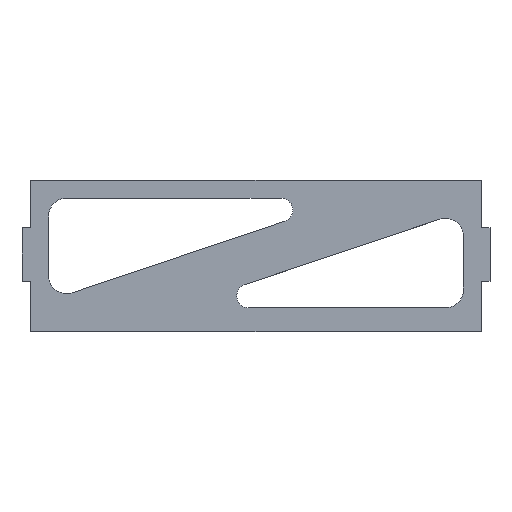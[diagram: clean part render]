
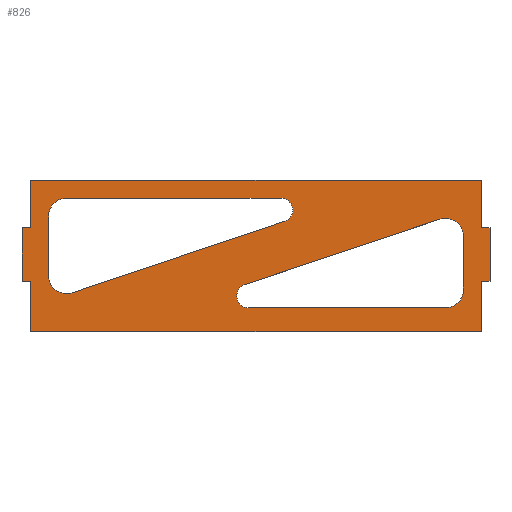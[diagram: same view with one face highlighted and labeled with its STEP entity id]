
A CAD part, top view. The second image highlights one B-rep face of the part: STEP entity #826.
In plain terms, the highlighted planar face has unit normal (0, 0, 1).
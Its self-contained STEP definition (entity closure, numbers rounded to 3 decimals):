
#36=CARTESIAN_POINT('Line Origine',(38.,0.,3.)) ;
#40=CARTESIAN_POINT('Vertex',(0.,0.,3.)) ;
#42=CARTESIAN_POINT('Vertex',(76.,0.,3.)) ;
#76=CARTESIAN_POINT('Line Origine',(76.,-4.,3.)) ;
#80=CARTESIAN_POINT('Vertex',(76.,-8.,3.)) ;
#107=CARTESIAN_POINT('Line Origine',(76.75,-8.,3.)) ;
#111=CARTESIAN_POINT('Vertex',(77.5,-8.,3.)) ;
#138=CARTESIAN_POINT('Line Origine',(77.5,-12.5,3.)) ;
#142=CARTESIAN_POINT('Vertex',(77.5,-17.,3.)) ;
#169=CARTESIAN_POINT('Line Origine',(76.75,-17.,3.)) ;
#173=CARTESIAN_POINT('Vertex',(76.,-17.,3.)) ;
#195=CARTESIAN_POINT('Line Origine',(76.,-21.25,3.)) ;
#199=CARTESIAN_POINT('Vertex',(76.,-25.5,3.)) ;
#226=CARTESIAN_POINT('Line Origine',(38.,-25.5,3.)) ;
#230=CARTESIAN_POINT('Vertex',(0.,-25.5,3.)) ;
#257=CARTESIAN_POINT('Line Origine',(0.,-21.25,3.)) ;
#261=CARTESIAN_POINT('Vertex',(0.,-17.,3.)) ;
#283=CARTESIAN_POINT('Line Origine',(-0.75,-17.,3.)) ;
#287=CARTESIAN_POINT('Vertex',(-1.5,-17.,3.)) ;
#314=CARTESIAN_POINT('Line Origine',(-1.5,-12.5,3.)) ;
#318=CARTESIAN_POINT('Vertex',(-1.5,-8.,3.)) ;
#340=CARTESIAN_POINT('Line Origine',(-0.75,-8.,3.)) ;
#344=CARTESIAN_POINT('Vertex',(0.,-8.,3.)) ;
#366=CARTESIAN_POINT('Line Origine',(0.,-4.,3.)) ;
#394=CARTESIAN_POINT('Vertex',(6.954,-18.947,3.)) ;
#408=CARTESIAN_POINT('Vertex',(3.,-16.103,3.)) ;
#411=CARTESIAN_POINT('Axis2P3D Location',(6.,-16.103,3.)) ;
#434=CARTESIAN_POINT('Vertex',(42.872,-6.896,3.)) ;
#442=CARTESIAN_POINT('Line Origine',(24.913,-12.922,3.)) ;
#465=CARTESIAN_POINT('Vertex',(42.236,-3.,3.)) ;
#473=CARTESIAN_POINT('Axis2P3D Location',(42.236,-5.,3.)) ;
#496=CARTESIAN_POINT('Vertex',(6.,-3.,3.)) ;
#504=CARTESIAN_POINT('Line Origine',(24.118,-3.,3.)) ;
#527=CARTESIAN_POINT('Vertex',(3.,-6.,3.)) ;
#535=CARTESIAN_POINT('Axis2P3D Location',(6.,-6.,3.)) ;
#557=CARTESIAN_POINT('Line Origine',(3.,-11.052,3.)) ;
#580=CARTESIAN_POINT('Vertex',(70.,-21.5,3.)) ;
#594=CARTESIAN_POINT('Vertex',(36.744,-21.5,3.)) ;
#597=CARTESIAN_POINT('Line Origine',(53.372,-21.5,3.)) ;
#620=CARTESIAN_POINT('Vertex',(73.,-18.5,3.)) ;
#628=CARTESIAN_POINT('Axis2P3D Location',(70.,-18.5,3.)) ;
#651=CARTESIAN_POINT('Vertex',(73.,-9.397,3.)) ;
#659=CARTESIAN_POINT('Line Origine',(73.,-13.948,3.)) ;
#682=CARTESIAN_POINT('Vertex',(69.046,-6.553,3.)) ;
#690=CARTESIAN_POINT('Axis2P3D Location',(70.,-9.397,3.)) ;
#713=CARTESIAN_POINT('Vertex',(36.108,-17.604,3.)) ;
#721=CARTESIAN_POINT('Line Origine',(52.577,-12.078,3.)) ;
#743=CARTESIAN_POINT('Axis2P3D Location',(36.744,-19.5,3.)) ;
#791=CARTESIAN_POINT('Axis2P3D Location',(0.,0.,3.)) ;
#38=VECTOR('Line Direction',#37,1.) ;
#78=VECTOR('Line Direction',#77,1.) ;
#109=VECTOR('Line Direction',#108,1.) ;
#140=VECTOR('Line Direction',#139,1.) ;
#171=VECTOR('Line Direction',#170,1.) ;
#197=VECTOR('Line Direction',#196,1.) ;
#228=VECTOR('Line Direction',#227,1.) ;
#259=VECTOR('Line Direction',#258,1.) ;
#285=VECTOR('Line Direction',#284,1.) ;
#316=VECTOR('Line Direction',#315,1.) ;
#342=VECTOR('Line Direction',#341,1.) ;
#368=VECTOR('Line Direction',#367,1.) ;
#444=VECTOR('Line Direction',#443,1.) ;
#506=VECTOR('Line Direction',#505,1.) ;
#559=VECTOR('Line Direction',#558,1.) ;
#599=VECTOR('Line Direction',#598,1.) ;
#661=VECTOR('Line Direction',#660,1.) ;
#723=VECTOR('Line Direction',#722,1.) ;
#37=DIRECTION('Vector Direction',(-1.,0.,0.)) ;
#77=DIRECTION('Vector Direction',(0.,1.,0.)) ;
#108=DIRECTION('Vector Direction',(-1.,0.,0.)) ;
#139=DIRECTION('Vector Direction',(0.,1.,0.)) ;
#170=DIRECTION('Vector Direction',(1.,0.,0.)) ;
#196=DIRECTION('Vector Direction',(0.,1.,0.)) ;
#227=DIRECTION('Vector Direction',(1.,0.,0.)) ;
#258=DIRECTION('Vector Direction',(0.,-1.,0.)) ;
#284=DIRECTION('Vector Direction',(1.,0.,0.)) ;
#315=DIRECTION('Vector Direction',(0.,-1.,0.)) ;
#341=DIRECTION('Vector Direction',(-1.,0.,0.)) ;
#367=DIRECTION('Vector Direction',(0.,-1.,0.)) ;
#412=DIRECTION('Axis2P3D Direction',(0.,0.,-1.)) ;
#443=DIRECTION('Vector Direction',(-0.948,-0.318,0.)) ;
#474=DIRECTION('Axis2P3D Direction',(0.,0.,-1.)) ;
#505=DIRECTION('Vector Direction',(1.,0.,0.)) ;
#536=DIRECTION('Axis2P3D Direction',(0.,0.,-1.)) ;
#558=DIRECTION('Vector Direction',(0.,1.,0.)) ;
#598=DIRECTION('Vector Direction',(1.,0.,0.)) ;
#629=DIRECTION('Axis2P3D Direction',(0.,0.,-1.)) ;
#660=DIRECTION('Vector Direction',(0.,1.,0.)) ;
#691=DIRECTION('Axis2P3D Direction',(0.,0.,-1.)) ;
#722=DIRECTION('Vector Direction',(-0.948,-0.318,0.)) ;
#744=DIRECTION('Axis2P3D Direction',(0.,0.,-1.)) ;
#792=DIRECTION('Axis2P3D Direction',(0.,0.,-1.)) ;
#793=DIRECTION('Axis2P3D XDirection',(1.,0.,0.)) ;
#413=AXIS2_PLACEMENT_3D('Circle Axis2P3D',#411,#412,$) ;
#475=AXIS2_PLACEMENT_3D('Circle Axis2P3D',#473,#474,$) ;
#537=AXIS2_PLACEMENT_3D('Circle Axis2P3D',#535,#536,$) ;
#630=AXIS2_PLACEMENT_3D('Circle Axis2P3D',#628,#629,$) ;
#692=AXIS2_PLACEMENT_3D('Circle Axis2P3D',#690,#691,$) ;
#745=AXIS2_PLACEMENT_3D('Circle Axis2P3D',#743,#744,$) ;
#794=AXIS2_PLACEMENT_3D('Plane Axis2P3D',#791,#792,#793) ;
#39=LINE('Line',#36,#38) ;
#79=LINE('Line',#76,#78) ;
#110=LINE('Line',#107,#109) ;
#141=LINE('Line',#138,#140) ;
#172=LINE('Line',#169,#171) ;
#198=LINE('Line',#195,#197) ;
#229=LINE('Line',#226,#228) ;
#260=LINE('Line',#257,#259) ;
#286=LINE('Line',#283,#285) ;
#317=LINE('Line',#314,#316) ;
#343=LINE('Line',#340,#342) ;
#369=LINE('Line',#366,#368) ;
#445=LINE('Line',#442,#444) ;
#507=LINE('Line',#504,#506) ;
#560=LINE('Line',#557,#559) ;
#600=LINE('Line',#597,#599) ;
#662=LINE('Line',#659,#661) ;
#724=LINE('Line',#721,#723) ;
#414=CIRCLE('generated circle',#413,3.) ;
#476=CIRCLE('generated circle',#475,2.) ;
#538=CIRCLE('generated circle',#537,3.) ;
#631=CIRCLE('generated circle',#630,3.) ;
#693=CIRCLE('generated circle',#692,3.) ;
#746=CIRCLE('generated circle',#745,2.) ;
#795=PLANE('',#794) ;
#817=FACE_BOUND('',#810,.T.) ;
#825=FACE_BOUND('',#818,.T.) ;
#44=EDGE_CURVE('',#41,#43,#39,.F.) ;
#82=EDGE_CURVE('',#43,#81,#79,.F.) ;
#113=EDGE_CURVE('',#81,#112,#110,.F.) ;
#144=EDGE_CURVE('',#112,#143,#141,.F.) ;
#175=EDGE_CURVE('',#143,#174,#172,.F.) ;
#201=EDGE_CURVE('',#174,#200,#198,.F.) ;
#232=EDGE_CURVE('',#200,#231,#229,.F.) ;
#263=EDGE_CURVE('',#231,#262,#260,.F.) ;
#289=EDGE_CURVE('',#262,#288,#286,.F.) ;
#320=EDGE_CURVE('',#288,#319,#317,.F.) ;
#346=EDGE_CURVE('',#319,#345,#343,.F.) ;
#370=EDGE_CURVE('',#345,#41,#369,.F.) ;
#415=EDGE_CURVE('',#395,#409,#414,.T.) ;
#446=EDGE_CURVE('',#435,#395,#445,.T.) ;
#477=EDGE_CURVE('',#466,#435,#476,.T.) ;
#508=EDGE_CURVE('',#497,#466,#507,.T.) ;
#539=EDGE_CURVE('',#528,#497,#538,.T.) ;
#561=EDGE_CURVE('',#409,#528,#560,.T.) ;
#601=EDGE_CURVE('',#581,#595,#600,.F.) ;
#632=EDGE_CURVE('',#621,#581,#631,.T.) ;
#663=EDGE_CURVE('',#652,#621,#662,.F.) ;
#694=EDGE_CURVE('',#683,#652,#693,.T.) ;
#725=EDGE_CURVE('',#714,#683,#724,.F.) ;
#747=EDGE_CURVE('',#595,#714,#746,.T.) ;
#797=ORIENTED_EDGE('',*,*,#370,.F.) ;
#798=ORIENTED_EDGE('',*,*,#346,.F.) ;
#799=ORIENTED_EDGE('',*,*,#320,.F.) ;
#800=ORIENTED_EDGE('',*,*,#289,.F.) ;
#801=ORIENTED_EDGE('',*,*,#263,.F.) ;
#802=ORIENTED_EDGE('',*,*,#232,.F.) ;
#803=ORIENTED_EDGE('',*,*,#201,.F.) ;
#804=ORIENTED_EDGE('',*,*,#175,.F.) ;
#805=ORIENTED_EDGE('',*,*,#144,.F.) ;
#806=ORIENTED_EDGE('',*,*,#113,.F.) ;
#807=ORIENTED_EDGE('',*,*,#82,.F.) ;
#808=ORIENTED_EDGE('',*,*,#44,.F.) ;
#811=ORIENTED_EDGE('',*,*,#561,.T.) ;
#812=ORIENTED_EDGE('',*,*,#539,.T.) ;
#813=ORIENTED_EDGE('',*,*,#508,.T.) ;
#814=ORIENTED_EDGE('',*,*,#477,.T.) ;
#815=ORIENTED_EDGE('',*,*,#446,.T.) ;
#816=ORIENTED_EDGE('',*,*,#415,.T.) ;
#819=ORIENTED_EDGE('',*,*,#747,.T.) ;
#820=ORIENTED_EDGE('',*,*,#725,.T.) ;
#821=ORIENTED_EDGE('',*,*,#694,.T.) ;
#822=ORIENTED_EDGE('',*,*,#663,.T.) ;
#823=ORIENTED_EDGE('',*,*,#632,.T.) ;
#824=ORIENTED_EDGE('',*,*,#601,.T.) ;
#796=EDGE_LOOP('',(#797,#798,#799,#800,#801,#802,#803,#804,#805,#806,#807,#808)) ;
#810=EDGE_LOOP('',(#811,#812,#813,#814,#815,#816)) ;
#818=EDGE_LOOP('',(#819,#820,#821,#822,#823,#824)) ;
#41=VERTEX_POINT('',#40) ;
#43=VERTEX_POINT('',#42) ;
#81=VERTEX_POINT('',#80) ;
#112=VERTEX_POINT('',#111) ;
#143=VERTEX_POINT('',#142) ;
#174=VERTEX_POINT('',#173) ;
#200=VERTEX_POINT('',#199) ;
#231=VERTEX_POINT('',#230) ;
#262=VERTEX_POINT('',#261) ;
#288=VERTEX_POINT('',#287) ;
#319=VERTEX_POINT('',#318) ;
#345=VERTEX_POINT('',#344) ;
#395=VERTEX_POINT('',#394) ;
#409=VERTEX_POINT('',#408) ;
#435=VERTEX_POINT('',#434) ;
#466=VERTEX_POINT('',#465) ;
#497=VERTEX_POINT('',#496) ;
#528=VERTEX_POINT('',#527) ;
#581=VERTEX_POINT('',#580) ;
#595=VERTEX_POINT('',#594) ;
#621=VERTEX_POINT('',#620) ;
#652=VERTEX_POINT('',#651) ;
#683=VERTEX_POINT('',#682) ;
#714=VERTEX_POINT('',#713) ;
#826=ADVANCED_FACE('PartBody',(#809,#817,#825),#795,.F.) ;
#809=FACE_OUTER_BOUND('',#796,.T.) ;
